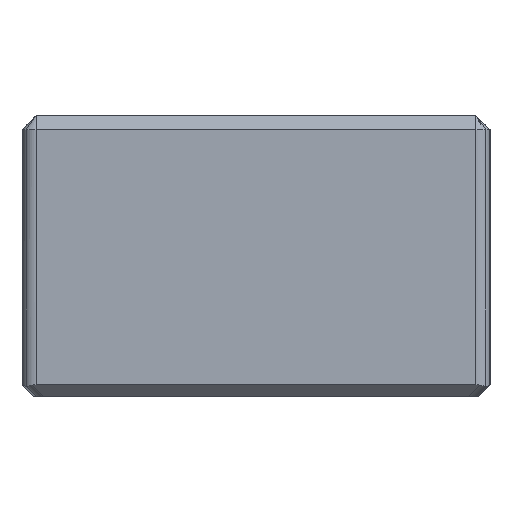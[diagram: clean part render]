
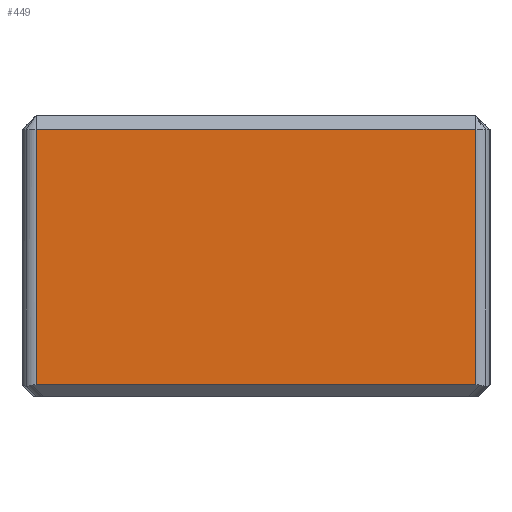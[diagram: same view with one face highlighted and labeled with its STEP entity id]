
A CAD part, left-side view. The second image highlights one B-rep face of the part: STEP entity #449.
In plain terms, the highlighted planar face has unit normal (-1, 0, 0).
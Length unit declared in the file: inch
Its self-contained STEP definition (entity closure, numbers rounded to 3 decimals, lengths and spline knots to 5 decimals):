
#449=ADVANCED_FACE('',(#915),#916,.T.);
#915=FACE_OUTER_BOUND('',#1411,.T.);
#916=PLANE('',#1412);
#1411=EDGE_LOOP('',(#2582,#2583,#2584,#2585));
#1412=AXIS2_PLACEMENT_3D('',#2586,#2587,#2588);
#2582=ORIENTED_EDGE('',*,*,#3396,.F.);
#2583=ORIENTED_EDGE('',*,*,#3257,.F.);
#2584=ORIENTED_EDGE('',*,*,#2981,.F.);
#2585=ORIENTED_EDGE('',*,*,#2918,.F.);
#2586=CARTESIAN_POINT('',(-0.2449,0.,-0.07891));
#2587=DIRECTION('',(-1.0,-0.0,-0.0));
#2588=DIRECTION('',(0.0,-1.0,0.0));
#2918=EDGE_CURVE('',#3457,#3459,#3460,.T.);
#2981=EDGE_CURVE('',#3459,#3571,#3572,.T.);
#3257=EDGE_CURVE('',#3571,#3839,#3992,.T.);
#3396=EDGE_CURVE('',#3839,#3457,#4159,.T.);
#3457=VERTEX_POINT('',#4222);
#3459=VERTEX_POINT('',#4224);
#3460=LINE('',#4225,#4226);
#3571=VERTEX_POINT('',#4417);
#3572=LINE('',#4418,#4419);
#3839=VERTEX_POINT('',#4840);
#3992=LINE('',#5046,#5047);
#4159=LINE('',#5304,#5305);
#4222=CARTESIAN_POINT('',(-0.2449,-0.37008,0.15345));
#4224=CARTESIAN_POINT('',(-0.2449,-0.37008,-0.27569));
#4225=CARTESIAN_POINT('',(-0.2449,-0.37008,-0.07328));
#4226=VECTOR('',#5380,1.0);
#4417=CARTESIAN_POINT('',(-0.2449,0.37008,-0.27569));
#4418=CARTESIAN_POINT('',(-0.2449,0.,-0.27569));
#4419=VECTOR('',#5465,1.0);
#4840=CARTESIAN_POINT('',(-0.2449,0.37008,0.15345));
#5046=CARTESIAN_POINT('',(-0.2449,0.37008,-0.07721));
#5047=VECTOR('',#5827,1.0);
#5304=CARTESIAN_POINT('',(-0.2449,0.07284,0.15345));
#5305=VECTOR('',#5990,1.0);
#5380=DIRECTION('',(0.0,0.0,-1.0));
#5465=DIRECTION('',(0.0,1.0,0.0));
#5827=DIRECTION('',(0.0,0.0,1.0));
#5990=DIRECTION('',(0.0,-1.0,0.0));
